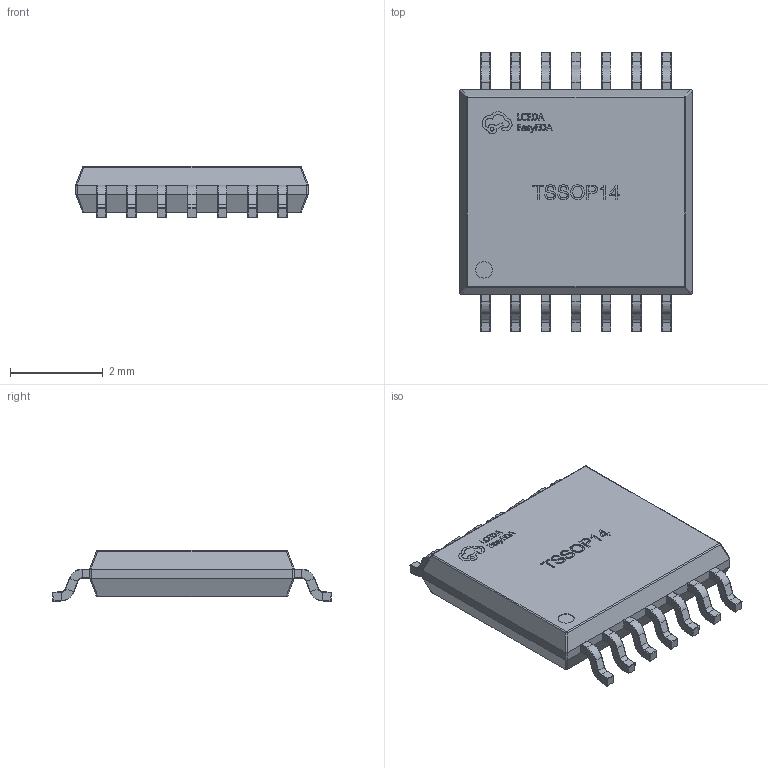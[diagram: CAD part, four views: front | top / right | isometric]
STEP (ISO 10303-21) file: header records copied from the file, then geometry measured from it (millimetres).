
FILE_DESCRIPTION(('FreeCAD Model'),'2;1');
FILE_NAME('Open CASCADE Shape Model','2024-07-28T03:22:02',(''),(''), 'Open CASCADE STEP processor 7.6','FreeCAD','Unknown');
FILE_SCHEMA(('AUTOMOTIVE_DESIGN_CC2 { 1 2 10303 214 -1 1 5 4 }'));
Length unit declared in the file: millimetre
Products named in the file (31): Uf1K-U1; TSSOP-14_L5.0-W4.4-P0.65-LS6.4-BL; COMPOUND028; COMPOUND; COMPOUND001; COMPOUND002; COMPOUND003; COMPOUND004; COMPOUND005; COMPOUND006; COMPOUND007; COMPOUND008; COMPOUND009; COMPOUND010; COMPOUND011; COMPOUND012; COMPOUND013; COMPOUND014; COMPOUND015; COMPOUND016; COMPOUND017; COMPOUND018; COMPOUND019; COMPOUND020; COMPOUND021; COMPOUND022; COMPOUND023; COMPOUND024; COMPOUND025; COMPOUND026; COMPOUND027
Assembly tree (30 placements, depth 4):
  Uf1K-U1
    TSSOP-14_L5.0-W4.4-P0.65-LS6.4-BL
      COMPOUND028
        COMPOUND
        COMPOUND001
        COMPOUND002
        COMPOUND003
        COMPOUND004
        COMPOUND005
        COMPOUND006
        COMPOUND007
        COMPOUND008
        COMPOUND009
        COMPOUND010
        COMPOUND011
        COMPOUND012
        COMPOUND013
        COMPOUND014
        COMPOUND015
        COMPOUND016
        COMPOUND017
        COMPOUND018
        COMPOUND019
        COMPOUND020
        COMPOUND021
        COMPOUND022
        COMPOUND023
        COMPOUND024
        COMPOUND025
        COMPOUND026
        COMPOUND027
Bounding box: 5 x 6.01 x 1.1 mm (x, y, z)
Volume: 21.5 mm3; surface area: 71 mm2
Topology: 28 solids, 28 shells, 1156 faces, 2648 edges, 1538 vertices
Faces by surface type: plane 500, cylinder 302, bspline 164, torus 112, sphere 78
Entity records: 37607 total; most frequent: CARTESIAN_POINT 10325, ORIENTED_EDGE 5240, DIRECTION 5066, EDGE_CURVE 2620, AXIS2_PLACEMENT_3D 1779, VERTEX_POINT 1538, LINE 1508, VECTOR 1508
